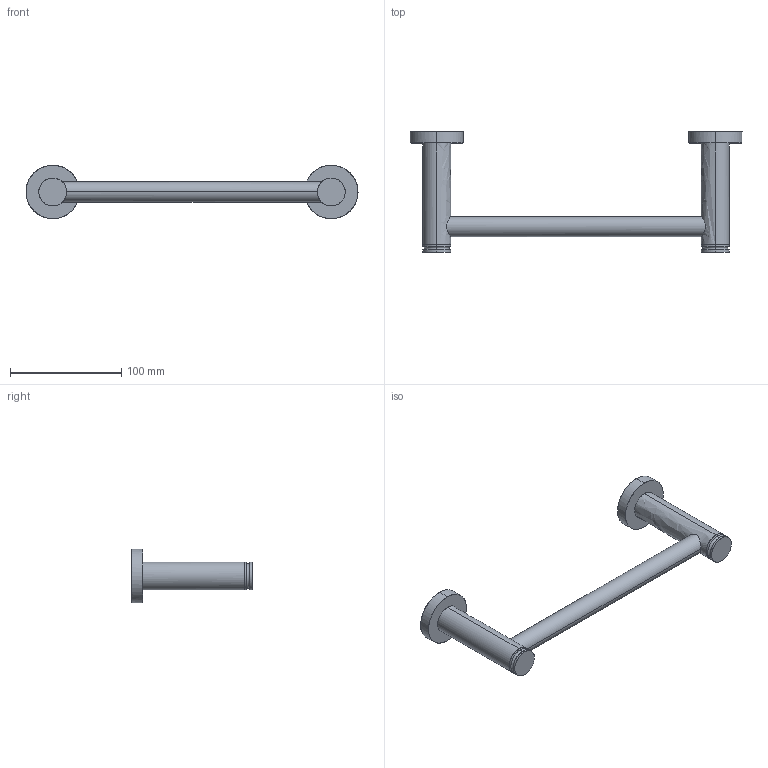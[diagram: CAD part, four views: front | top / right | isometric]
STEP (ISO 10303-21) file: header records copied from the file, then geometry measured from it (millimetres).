
FILE_DESCRIPTION(/* description */ (''),/* implementation_level */ '2;1');
FILE_NAME(/* name */ '0099141000',/* time_stamp */ '2019-01-11T10:51:59+01:00',/* author */ (''),/* organization */ (''),/* preprocessor_version */ 'ST-DEVELOPER v15',/* originating_system */ '',/* authorisation */ '');
FILE_SCHEMA (('AUTOMOTIVE_DESIGN'));
Length unit declared in the file: millimetre
Products named in the file (1): Document
Bounding box: 298 x 108 x 48 mm (x, y, z)
Surface area: 41410.5 mm2 (no closed solid volume)
Topology: 0 solids, 21 shells, 32 faces, 80 edges, 58 vertices
Faces by surface type: bspline 32
Entity records: 2073 total; most frequent: CARTESIAN_POINT 1246, B_SPLINE_CURVE_WITH_KNOTS 104, ORIENTED_EDGE 102, PCURVE 102, DEFINITIONAL_REPRESENTATION 102, SURFACE_CURVE 80, EDGE_CURVE 80, VERTEX_POINT 58
